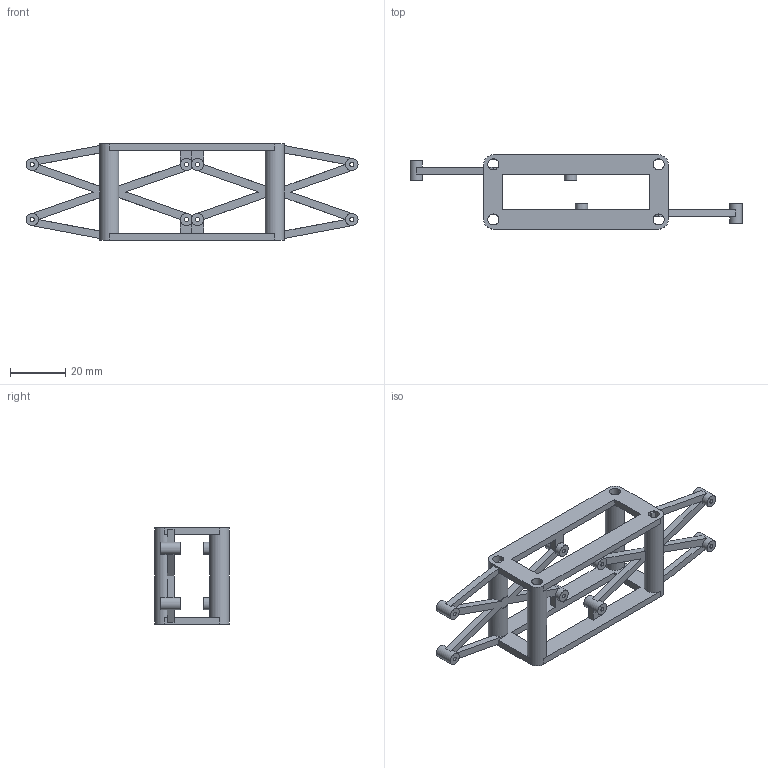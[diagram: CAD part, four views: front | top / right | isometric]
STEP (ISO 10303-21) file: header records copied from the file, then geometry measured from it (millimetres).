
FILE_DESCRIPTION(/* description */ (''),/* implementation_level */ '2;1');
FILE_NAME(/* name */ 'middle v2.step',/* time_stamp */ '2023-11-01T21:22:50+01:00',/* author */ (''),/* organization */ (''),/* preprocessor_version */ 'ST-DEVELOPER v20',/* originating_system */ 'Autodesk Translation Framework v12.9.0.99',/* authorisation */ '');
FILE_SCHEMA (('AUTOMOTIVE_DESIGN { 1 0 10303 214 3 1 1 }'));
Length unit declared in the file: millimetre
Products named in the file (1): middle
Bounding box: 120.5 x 27 x 35 mm (x, y, z)
Volume: 11409.4 mm3; surface area: 14308.7 mm2
Topology: 1 solids, 1 shells, 148 faces, 424 edges, 264 vertices
Faces by surface type: plane 112, cylinder 36
Full cylindrical faces by diameter (mm): 1.5 x8, 4 x4, 4.5 x8, 7 x4
Entity records: 5011 total; most frequent: CARTESIAN_POINT 945, ORIENTED_EDGE 848, DIRECTION 844, EDGE_CURVE 424, AXIS2_PLACEMENT_3D 283, LINE 278, VECTOR 278, VERTEX_POINT 264
